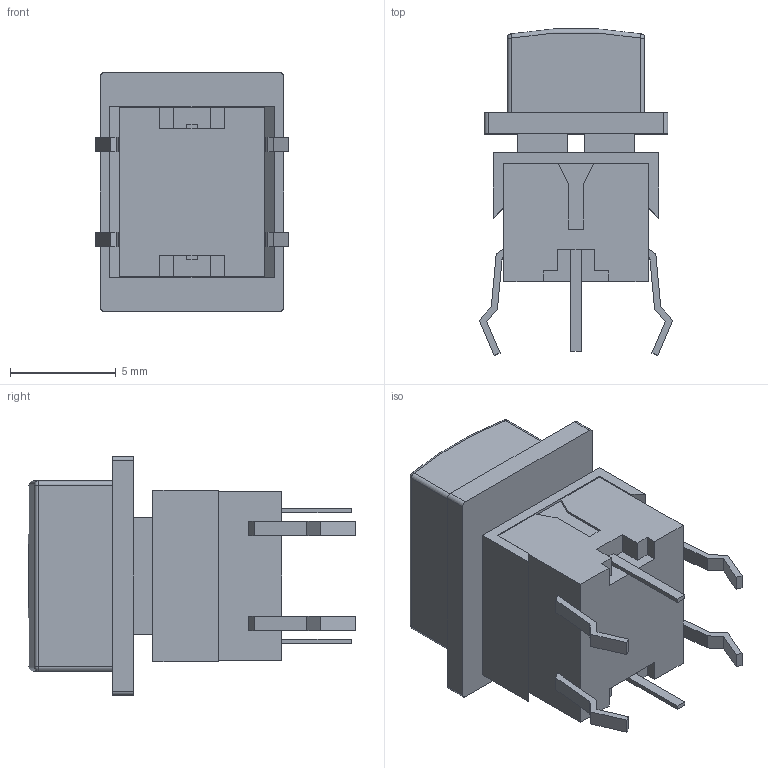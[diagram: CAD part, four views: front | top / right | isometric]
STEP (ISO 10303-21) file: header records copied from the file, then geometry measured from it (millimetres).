
FILE_DESCRIPTION (( 'STEP AP214' ), '1' );
FILE_NAME ('SJMS8x8x12_12.STEP', '2024-02-24T20:38:44', ( '' ), ( '' ), 'SwSTEP 2.0', 'SolidWorks 2022', '' );
FILE_SCHEMA (( 'AUTOMOTIVE_DESIGN' ));
Length unit declared in the file: millimetre
Products named in the file (1): SJMS8x8x12_12
Bounding box: 9.17 x 15.5 x 11.3 mm (x, y, z)
Volume: 691.6 mm3; surface area: 750.5 mm2
Topology: 1 solids, 1 shells, 150 faces, 400 edges, 260 vertices
Faces by surface type: plane 133, cylinder 11, sphere 4, torus 2
Entity records: 5426 total; most frequent: CARTESIAN_POINT 811, ORIENTED_EDGE 800, DIRECTION 732, EDGE_CURVE 400, LINE 370, VECTOR 370, VERTEX_POINT 260, AXIS2_PLACEMENT_3D 181
